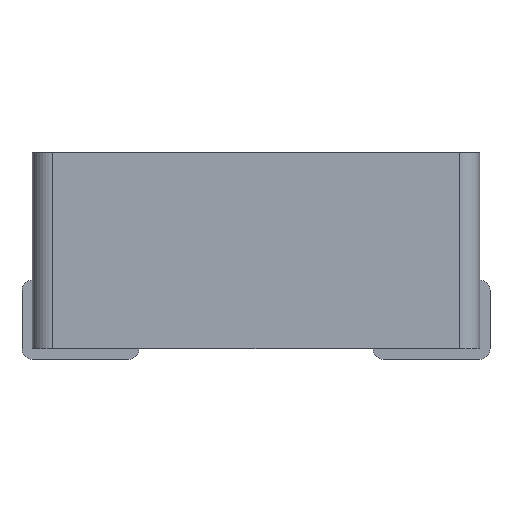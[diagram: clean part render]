
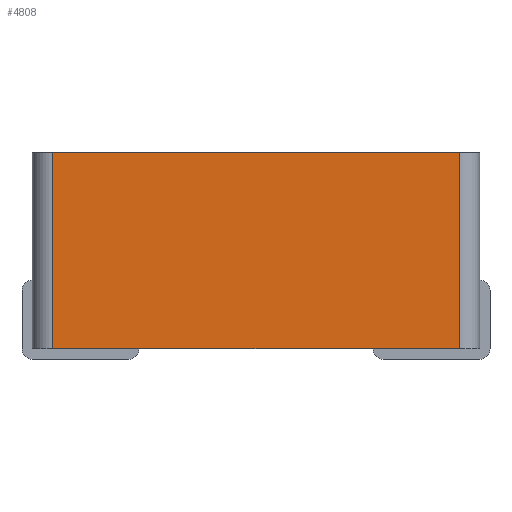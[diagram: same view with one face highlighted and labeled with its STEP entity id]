
A CAD part, front view. The second image highlights one B-rep face of the part: STEP entity #4808.
In plain terms, the highlighted planar face has unit normal (0, -1, 0).
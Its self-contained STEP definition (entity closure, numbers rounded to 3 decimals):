
#220 = DIRECTION ( 'NONE',  ( 0., 0., -1. ) ) ;
#248 = ORIENTED_EDGE ( 'NONE', *, *, #3873, .T. ) ;
#402 = VECTOR ( 'NONE', #3729, 1000. ) ;
#452 = CARTESIAN_POINT ( 'NONE',  ( 3.25, 0., 2.85 ) ) ;
#494 = LINE ( 'NONE', #3295, #692 ) ;
#638 = ORIENTED_EDGE ( 'NONE', *, *, #1331, .T. ) ;
#692 = VECTOR ( 'NONE', #4487, 1000. ) ;
#838 = LINE ( 'NONE', #2937, #3976 ) ;
#907 = EDGE_CURVE ( 'NONE', #4521, #4382, #2197, .T. ) ;
#1331 = EDGE_CURVE ( 'NONE', #2145, #4382, #838, .T. ) ;
#1733 = VERTEX_POINT ( 'NONE', #4739 ) ;
#2145 = VERTEX_POINT ( 'NONE', #5104 ) ;
#2165 = FACE_OUTER_BOUND ( 'NONE', #3077, .T. ) ;
#2197 = LINE ( 'NONE', #452, #402 ) ;
#2288 = DIRECTION ( 'NONE',  ( 0., -1., 0. ) ) ;
#2936 = ORIENTED_EDGE ( 'NONE', *, *, #3495, .T. ) ;
#2937 = CARTESIAN_POINT ( 'NONE',  ( 6.2, 0., 0. ) ) ;
#3038 = AXIS2_PLACEMENT_3D ( 'NONE', #5171, #2288, #4687 ) ;
#3057 = LINE ( 'NONE', #5129, #3191 ) ;
#3077 = EDGE_LOOP ( 'NONE', ( #638, #4510, #248, #2936 ) ) ;
#3191 = VECTOR ( 'NONE', #220, 1000. ) ;
#3295 = CARTESIAN_POINT ( 'NONE',  ( 0., 0., 0. ) ) ;
#3495 = EDGE_CURVE ( 'NONE', #1733, #2145, #494, .T. ) ;
#3729 = DIRECTION ( 'NONE',  ( 1., 0., 0. ) ) ;
#3873 = EDGE_CURVE ( 'NONE', #4521, #1733, #3057, .T. ) ;
#3975 = CARTESIAN_POINT ( 'NONE',  ( 6.2, 0., 2.85 ) ) ;
#3976 = VECTOR ( 'NONE', #4182, 1000. ) ;
#4182 = DIRECTION ( 'NONE',  ( 0., 0., 1. ) ) ;
#4382 = VERTEX_POINT ( 'NONE', #3975 ) ;
#4487 = DIRECTION ( 'NONE',  ( 1., 0., 0. ) ) ;
#4510 = ORIENTED_EDGE ( 'NONE', *, *, #907, .F. ) ;
#4521 = VERTEX_POINT ( 'NONE', #4986 ) ;
#4687 = DIRECTION ( 'NONE',  ( 0., 0., -1. ) ) ;
#4739 = CARTESIAN_POINT ( 'NONE',  ( 0.3, 0., 0. ) ) ;
#4808 = ADVANCED_FACE ( 'NONE', ( #2165 ), #5095, .T. ) ;
#4986 = CARTESIAN_POINT ( 'NONE',  ( 0.3, 0., 2.85 ) ) ;
#5095 = PLANE ( 'NONE',  #3038 ) ;
#5104 = CARTESIAN_POINT ( 'NONE',  ( 6.2, 0., 0. ) ) ;
#5129 = CARTESIAN_POINT ( 'NONE',  ( 0.3, 0., 0. ) ) ;
#5171 = CARTESIAN_POINT ( 'NONE',  ( 0., 0., 0. ) ) ;
